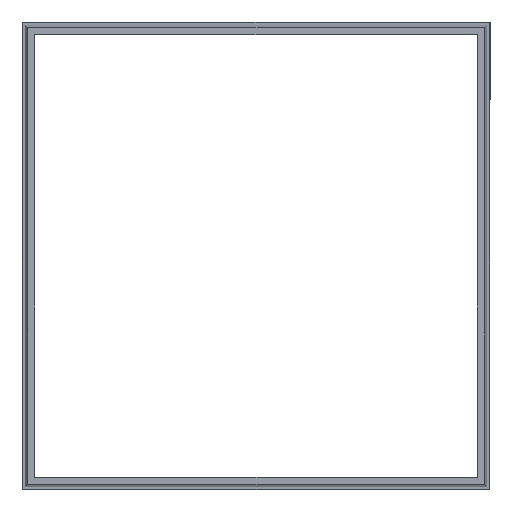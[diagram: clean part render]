
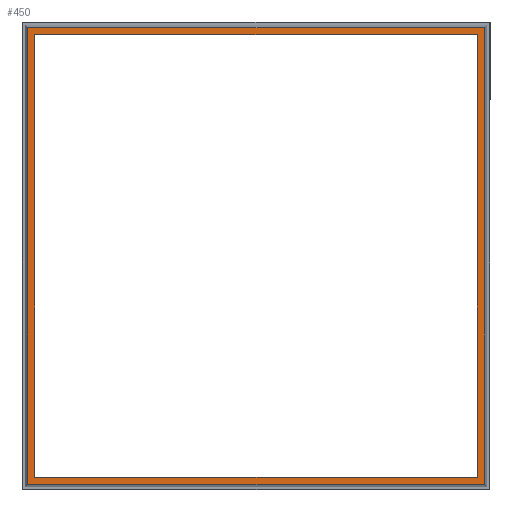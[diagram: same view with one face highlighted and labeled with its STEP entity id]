
A CAD part, top view. The second image highlights one B-rep face of the part: STEP entity #450.
In plain terms, the highlighted planar face has unit normal (0, 0, 1).
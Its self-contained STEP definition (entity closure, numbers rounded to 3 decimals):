
#4 = VECTOR ( 'NONE', #473, 1000. ) ;
#5 = VERTEX_POINT ( 'NONE', #393 ) ;
#7 = ORIENTED_EDGE ( 'NONE', *, *, #312, .F. ) ;
#13 = VECTOR ( 'NONE', #237, 1000. ) ;
#14 = LINE ( 'NONE', #82, #13 ) ;
#27 = DIRECTION ( 'NONE',  ( 0., 0., -1. ) ) ;
#31 = CARTESIAN_POINT ( 'NONE',  ( 7.784, 292.216, -2. ) ) ;
#42 = CARTESIAN_POINT ( 'NONE',  ( 3.316, 3.316, -2. ) ) ;
#44 = VECTOR ( 'NONE', #361, 1000. ) ;
#46 = CARTESIAN_POINT ( 'NONE',  ( -0.624, 292.216, -2. ) ) ;
#57 = VERTEX_POINT ( 'NONE', #396 ) ;
#64 = CARTESIAN_POINT ( 'NONE',  ( 300.624, 7.784, -2. ) ) ;
#68 = EDGE_CURVE ( 'NONE', #88, #154, #174, .T. ) ;
#75 = EDGE_CURVE ( 'NONE', #57, #147, #293, .T. ) ;
#80 = VERTEX_POINT ( 'NONE', #31 ) ;
#82 = CARTESIAN_POINT ( 'NONE',  ( -0.624, 296.684, -2. ) ) ;
#84 = EDGE_CURVE ( 'NONE', #154, #211, #436, .T. ) ;
#88 = VERTEX_POINT ( 'NONE', #133 ) ;
#93 = CARTESIAN_POINT ( 'NONE',  ( 296.684, 296.684, -2. ) ) ;
#102 = FACE_OUTER_BOUND ( 'NONE', #131, .T. ) ;
#106 = EDGE_CURVE ( 'NONE', #147, #80, #412, .T. ) ;
#118 = CARTESIAN_POINT ( 'NONE',  ( 292.216, 300.624, -2. ) ) ;
#131 = EDGE_LOOP ( 'NONE', ( #143, #365, #406, #7 ) ) ;
#132 = CARTESIAN_POINT ( 'NONE',  ( 296.684, 300.624, -2. ) ) ;
#133 = CARTESIAN_POINT ( 'NONE',  ( 296.684, 3.316, -2. ) ) ;
#143 = ORIENTED_EDGE ( 'NONE', *, *, #84, .F. ) ;
#147 = VERTEX_POINT ( 'NONE', #264 ) ;
#150 = VECTOR ( 'NONE', #405, 1000. ) ;
#154 = VERTEX_POINT ( 'NONE', #42 ) ;
#162 = ORIENTED_EDGE ( 'NONE', *, *, #172, .T. ) ;
#169 = VECTOR ( 'NONE', #326, 1000. ) ;
#172 = EDGE_CURVE ( 'NONE', #5, #57, #374, .T. ) ;
#174 = LINE ( 'NONE', #332, #169 ) ;
#175 = DIRECTION ( 'NONE',  ( -1., 0., 0. ) ) ;
#177 = AXIS2_PLACEMENT_3D ( 'NONE', #399, #27, #175 ) ;
#179 = CARTESIAN_POINT ( 'NONE',  ( 3.316, -0.624, -2. ) ) ;
#202 = LINE ( 'NONE', #46, #263 ) ;
#211 = VERTEX_POINT ( 'NONE', #480 ) ;
#215 = DIRECTION ( 'NONE',  ( -1., 0., 0. ) ) ;
#237 = DIRECTION ( 'NONE',  ( 1., 0., 0. ) ) ;
#263 = VECTOR ( 'NONE', #345, 1000. ) ;
#264 = CARTESIAN_POINT ( 'NONE',  ( 7.784, 7.784, -2. ) ) ;
#280 = VECTOR ( 'NONE', #370, 1000. ) ;
#285 = PLANE ( 'NONE',  #177 ) ;
#287 = FACE_BOUND ( 'NONE', #349, .T. ) ;
#293 = LINE ( 'NONE', #64, #438 ) ;
#312 = EDGE_CURVE ( 'NONE', #211, #458, #14, .T. ) ;
#322 = ORIENTED_EDGE ( 'NONE', *, *, #378, .T. ) ;
#326 = DIRECTION ( 'NONE',  ( -1., 0., 0. ) ) ;
#332 = CARTESIAN_POINT ( 'NONE',  ( 300.624, 3.316, -2. ) ) ;
#336 = CARTESIAN_POINT ( 'NONE',  ( 7.784, -0.624, -2. ) ) ;
#345 = DIRECTION ( 'NONE',  ( 1., 0., 0. ) ) ;
#346 = ORIENTED_EDGE ( 'NONE', *, *, #75, .T. ) ;
#349 = EDGE_LOOP ( 'NONE', ( #162, #346, #373, #322 ) ) ;
#361 = DIRECTION ( 'NONE',  ( 0., -1., 0. ) ) ;
#365 = ORIENTED_EDGE ( 'NONE', *, *, #68, .F. ) ;
#370 = DIRECTION ( 'NONE',  ( 0., -1., 0. ) ) ;
#373 = ORIENTED_EDGE ( 'NONE', *, *, #106, .T. ) ;
#374 = LINE ( 'NONE', #118, #280 ) ;
#378 = EDGE_CURVE ( 'NONE', #80, #5, #202, .T. ) ;
#393 = CARTESIAN_POINT ( 'NONE',  ( 292.216, 292.216, -2. ) ) ;
#394 = EDGE_CURVE ( 'NONE', #458, #88, #467, .T. ) ;
#396 = CARTESIAN_POINT ( 'NONE',  ( 292.216, 7.784, -2. ) ) ;
#399 = CARTESIAN_POINT ( 'NONE',  ( 7.784, -0.624, -2. ) ) ;
#405 = DIRECTION ( 'NONE',  ( 0., 1., 0. ) ) ;
#406 = ORIENTED_EDGE ( 'NONE', *, *, #394, .F. ) ;
#412 = LINE ( 'NONE', #336, #150 ) ;
#436 = LINE ( 'NONE', #179, #4 ) ;
#438 = VECTOR ( 'NONE', #215, 1000. ) ;
#450 = ADVANCED_FACE ( 'NONE', ( #287, #102 ), #285, .F. ) ;
#458 = VERTEX_POINT ( 'NONE', #93 ) ;
#467 = LINE ( 'NONE', #132, #44 ) ;
#473 = DIRECTION ( 'NONE',  ( 0., 1., 0. ) ) ;
#480 = CARTESIAN_POINT ( 'NONE',  ( 3.316, 296.684, -2. ) ) ;
